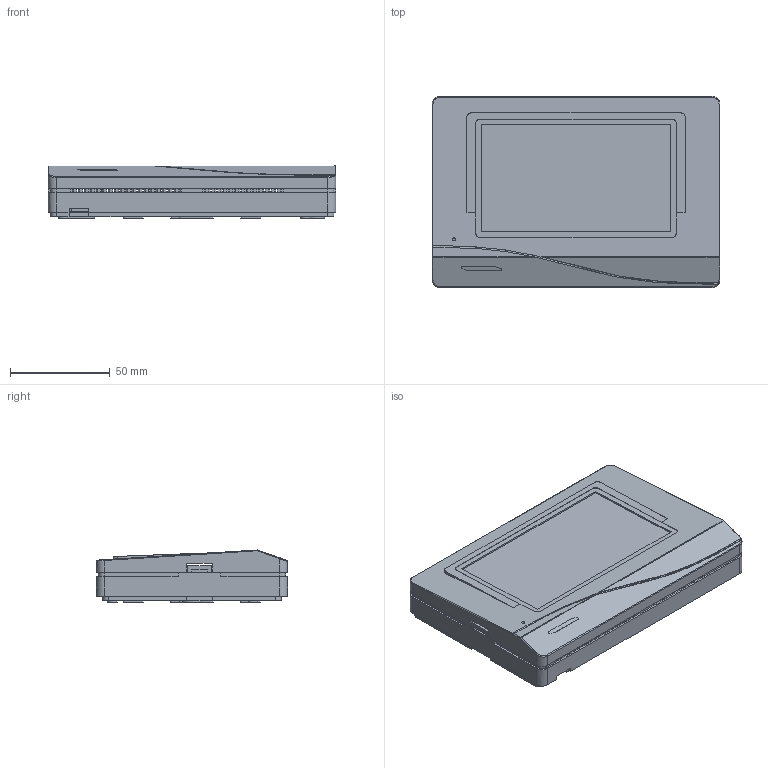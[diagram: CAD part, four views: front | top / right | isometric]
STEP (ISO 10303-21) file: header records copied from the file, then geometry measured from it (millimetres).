
FILE_DESCRIPTION(/* description */ (''),/* implementation_level */ '2;1');
FILE_NAME(/* name */ 'CAN-MTx2',/* time_stamp */ '2022-03-14T11:00:16+01:00',/* author */ (''),/* organization */ (''),/* preprocessor_version */ 'ST-DEVELOPER v16.5',/* originating_system */ 'Rhino 7.15',/* authorisation */ '');
FILE_SCHEMA (('AUTOMOTIVE_DESIGN'));
Length unit declared in the file: millimetre
Products named in the file (1): Document
Bounding box: 144.51 x 96 x 26.12 mm (x, y, z)
Volume: 45860.2 mm3; surface area: 111504.7 mm2
Topology: 2 solids, 16 shells, 1835 faces, 5516 edges, 3588 vertices
Faces by surface type: plane 1579, cylinder 164, bspline 92
Full cylindrical faces by diameter (mm): 2 x4, 3 x4, 5 x7
Entity records: 59993 total; most frequent: CARTESIAN_POINT 24261, ORIENTED_EDGE 10549, EDGE_CURVE 5515, B_SPLINE_CURVE_WITH_KNOTS 4890, VERTEX_POINT 3588, EDGE_LOOP 1937, ADVANCED_FACE 1835, FACE_OUTER_BOUND 1835
